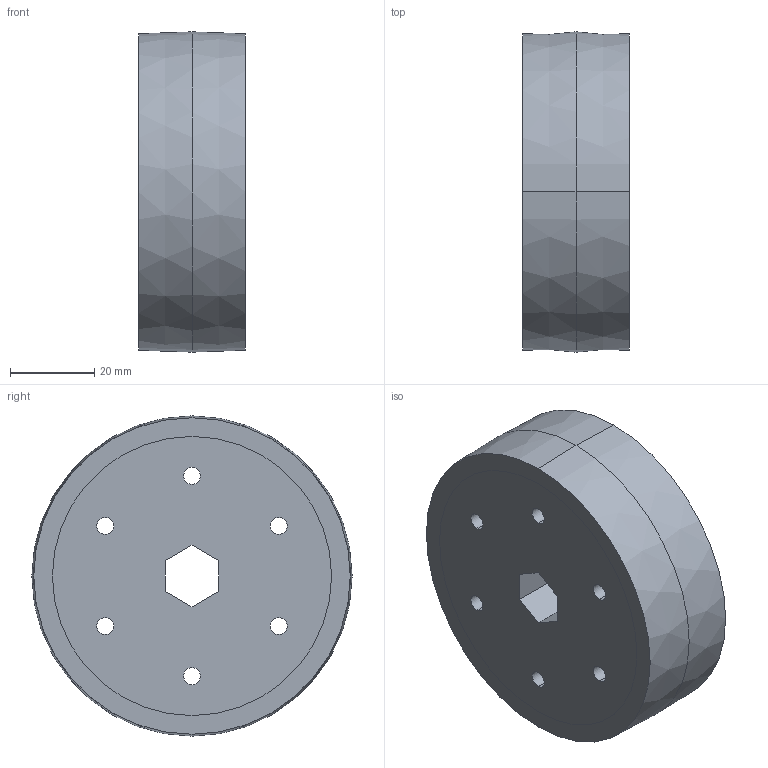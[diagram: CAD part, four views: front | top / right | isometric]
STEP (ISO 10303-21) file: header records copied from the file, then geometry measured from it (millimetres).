
FILE_DESCRIPTION (( 'STEP AP214' ), '1' );
FILE_NAME ('am-4716 3in Stealth Wheel 500 Hex Bore.STEP', '2022-05-17T17:42:23', ( '' ), ( '' ), 'SwSTEP 2.0', 'SolidWorks 2021', '' );
FILE_SCHEMA (( 'AUTOMOTIVE_DESIGN' ));
Length unit declared in the file: inch
Products named in the file (3): 3in Wheel Intergrated 0500 HEX Hub; am-4716 3in Stealth Wheel 500 Hex Bore; 3in Tread
Assembly tree (2 placements, depth 2):
  am-4716 3in Stealth Wheel 500 Hex Bore
    3in Wheel Intergrated 0500 HEX Hub
    3in Tread
Bounding box: 25.4 x 76.2 x 76.2 mm (x, y, z)
Volume: 65605.6 mm3; surface area: 34002.8 mm2
Topology: 2 solids, 2 shells, 327 faces, 783 edges, 449 vertices
Faces by surface type: bspline 96, torus 86, cone 74, cylinder 36, plane 35
Entity records: 14278 total; most frequent: CARTESIAN_POINT 7168, ORIENTED_EDGE 1542, DIRECTION 1418, EDGE_CURVE 771, AXIS2_PLACEMENT_3D 633, VERTEX_POINT 449, CIRCLE 397, EDGE_LOOP 344
